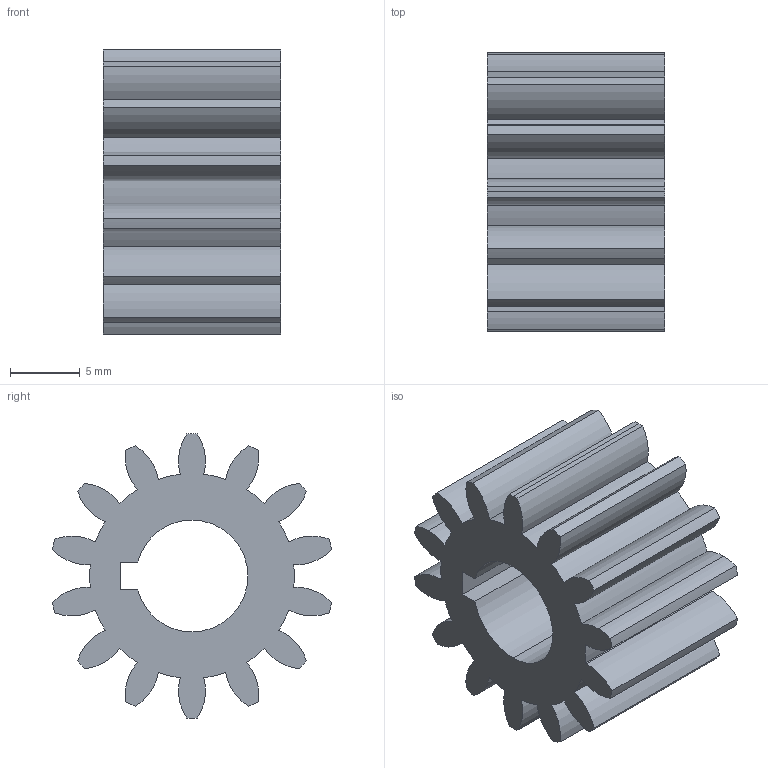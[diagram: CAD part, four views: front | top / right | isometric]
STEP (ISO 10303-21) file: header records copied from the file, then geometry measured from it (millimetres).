
FILE_DESCRIPTION (( 'STEP AP214' ), '1' );
FILE_NAME ('am-0034 14T 20DP 14.5PA 8MM CIM Gear REV4.STEP', '2018-05-16T20:21:05', ( '' ), ( '' ), 'SwSTEP 2.0', 'SolidWorks 2017', '' );
FILE_SCHEMA (( 'AUTOMOTIVE_DESIGN' ));
Length unit declared in the file: inch
Products named in the file (1): am-0034 14T 20DP 14.5PA 8MM CIM Gear REV4
Bounding box: 12.7 x 19.97 x 20.32 mm (x, y, z)
Volume: 2304.8 mm3; surface area: 2205.6 mm2
Topology: 1 solids, 1 shells, 69 faces, 201 edges, 134 vertices
Faces by surface type: cylinder 64, plane 5
Entity records: 2407 total; most frequent: DIRECTION 469, CARTESIAN_POINT 405, ORIENTED_EDGE 402, EDGE_CURVE 201, AXIS2_PLACEMENT_3D 198, VERTEX_POINT 134, CIRCLE 128, LINE 73
